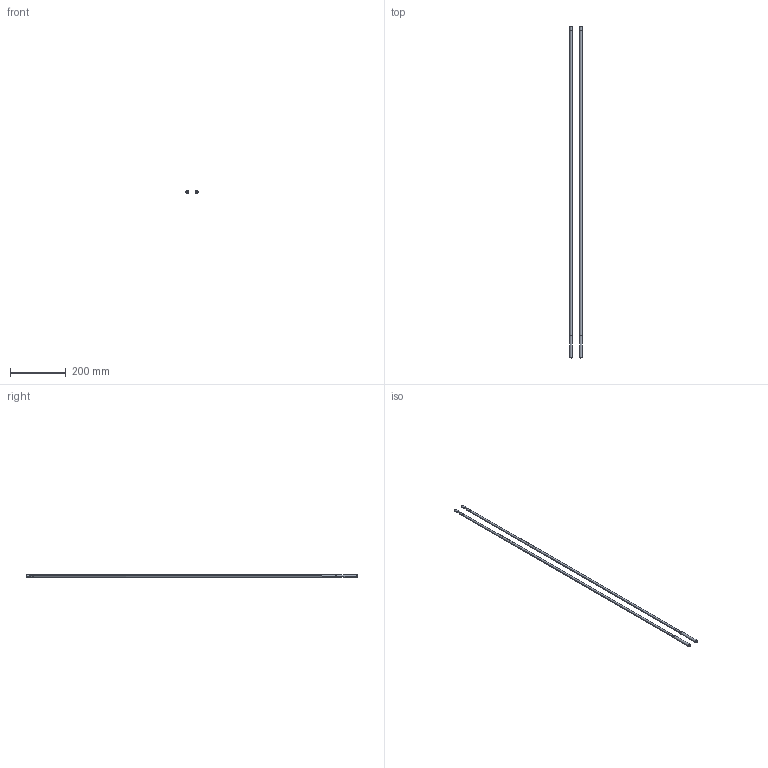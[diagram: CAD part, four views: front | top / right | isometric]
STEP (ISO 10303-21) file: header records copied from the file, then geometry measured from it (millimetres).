
FILE_DESCRIPTION((''),'2;1');
FILE_NAME('0980751060000_ASM','2022-02-08T17:54:51',('MLOLI'),(''),'CREO PARAMETRIC BY PTC INC, 2020454','CREO PARAMETRIC BY PTC INC, 2020454','');
FILE_SCHEMA(('CONFIG_CONTROL_DESIGN'));
Length unit declared in the file: inch
Products named in the file (6): 0980719000000; 0980751000000; 0980685000000_AF1; 0980751020000_ASM; 0893014000000_ASM; 0980751060000_ASM
Assembly tree (7 placements, depth 3):
  0980751060000_ASM
    0980719000000  x2
    0980751020000_ASM  x2
      0980751000000
      0980685000000_AF1
    0893014000000_ASM
Bounding box: 45.33 x 1195.5 x 9.97 mm (x, y, z)
Volume: 65318.6 mm3; surface area: 105404.3 mm2
Topology: 6 solids, 6 shells, 136 faces, 328 edges, 212 vertices
Faces by surface type: plane 72, cylinder 32, cone 16, bspline 16
Entity records: 2747 total; most frequent: CARTESIAN_POINT 1017, DIRECTION 346, ORIENTED_EDGE 328, EDGE_CURVE 164, AXIS2_PLACEMENT_3D 135, VERTEX_POINT 106, VECTOR 76, LINE 76
